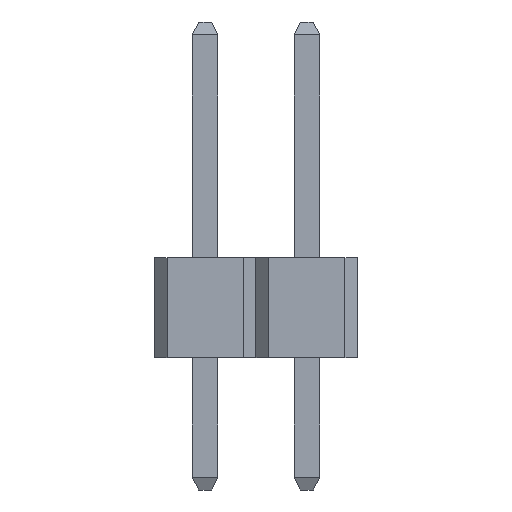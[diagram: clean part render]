
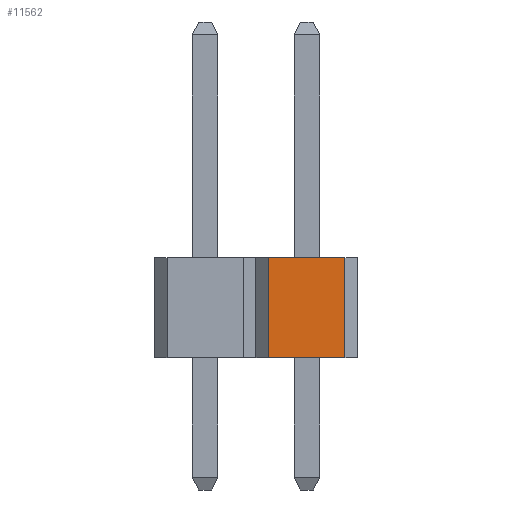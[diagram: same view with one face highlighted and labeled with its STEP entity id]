
A CAD part, left-side view. The second image highlights one B-rep face of the part: STEP entity #11562.
In plain terms, the highlighted planar face has unit normal (-1, 0, 0).
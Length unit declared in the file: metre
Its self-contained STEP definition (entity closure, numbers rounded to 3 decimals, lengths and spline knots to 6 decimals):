
#2292=ORIENTED_EDGE('',*,*,#4316,.T.);
#2293=ORIENTED_EDGE('',*,*,#4317,.T.);
#2294=ORIENTED_EDGE('',*,*,#4318,.F.);
#2295=ORIENTED_EDGE('',*,*,#4319,.T.);
#4316=EDGE_CURVE('',#5436,#5437,#6828,.T.);
#4317=EDGE_CURVE('',#5437,#5438,#6829,.T.);
#4318=EDGE_CURVE('',#5439,#5438,#6830,.T.);
#4319=EDGE_CURVE('',#5439,#5436,#6831,.T.);
#5436=VERTEX_POINT('',#18524);
#5437=VERTEX_POINT('',#18525);
#5438=VERTEX_POINT('',#18527);
#5439=VERTEX_POINT('',#18529);
#6828=LINE('',#18523,#8380);
#6829=LINE('',#18526,#8381);
#6830=LINE('',#18528,#8382);
#6831=LINE('',#18530,#8383);
#8380=VECTOR('',#15393,1.);
#8381=VECTOR('',#15394,1.);
#8382=VECTOR('',#15395,1.);
#8383=VECTOR('',#15396,1.);
#9392=EDGE_LOOP('',(#2292,#2293,#2294,#2295));
#10124=FACE_BOUND('',#9392,.T.);
#10856=PLANE('',#12953);
#11562=ADVANCED_FACE('',(#10124),#10856,.F.);
#12953=AXIS2_PLACEMENT_3D('',#18522,#15391,#15392);
#15391=DIRECTION('',(1.,0.,0.));
#15392=DIRECTION('',(0.,0.,-1.));
#15393=DIRECTION('',(0.,-1.,0.));
#15394=DIRECTION('',(0.,0.,1.));
#15395=DIRECTION('',(0.,-1.,0.));
#15396=DIRECTION('',(0.,0.,-1.));
#18522=CARTESIAN_POINT('',(-0.00127,0.,0.0025));
#18523=CARTESIAN_POINT('',(-0.00127,0.,0.));
#18524=CARTESIAN_POINT('',(-0.00127,0.00095,0.));
#18525=CARTESIAN_POINT('',(-0.00127,-0.00095,0.));
#18526=CARTESIAN_POINT('',(-0.00127,-0.00095,0.0025));
#18527=CARTESIAN_POINT('',(-0.00127,-0.00095,0.0025));
#18528=CARTESIAN_POINT('',(-0.00127,0.,0.0025));
#18529=CARTESIAN_POINT('',(-0.00127,0.00095,0.0025));
#18530=CARTESIAN_POINT('',(-0.00127,0.00095,0.));
